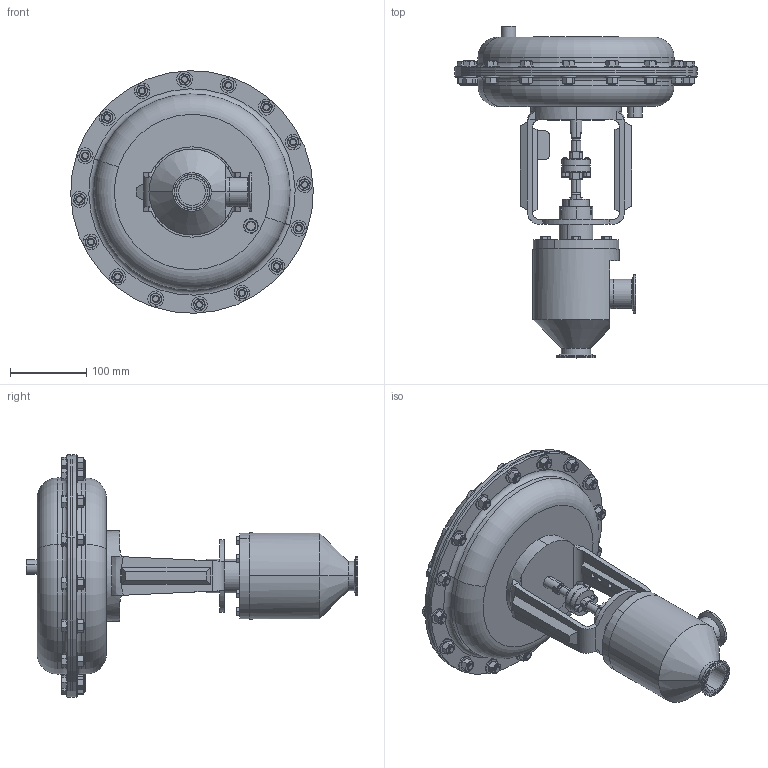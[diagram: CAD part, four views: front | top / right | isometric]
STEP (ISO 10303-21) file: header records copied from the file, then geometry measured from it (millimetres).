
FILE_DESCRIPTION (( 'STEP AP203' ), '1' );
FILE_NAME ('978-150-OR-55M.STEP', '2017-06-14T14:26:48', ( '' ), ( '' ), 'SwSTEP 2.0', 'SolidWorks 2014', '' );
FILE_SCHEMA (( 'CONFIG_CONTROL_DESIGN' ));
Length unit declared in the file: inch
Products named in the file (2): 978-150-OR-55M
Bounding box: 317.42 x 434.34 x 317.42 mm (x, y, z)
Volume: 6494018.6 mm3; surface area: 379716.7 mm2
Topology: 1 solids, 1 shells, 1054 faces, 2380 edges, 1444 vertices
Faces by surface type: plane 426, cone 421, cylinder 191, torus 14, bspline 2
Entity records: 31866 total; most frequent: CARTESIAN_POINT 8958, ORIENTED_EDGE 4760, DIRECTION 4619, EDGE_CURVE 2380, AXIS2_PLACEMENT_3D 1897, VERTEX_POINT 1444, EDGE_LOOP 1180, ADVANCED_FACE 1054
